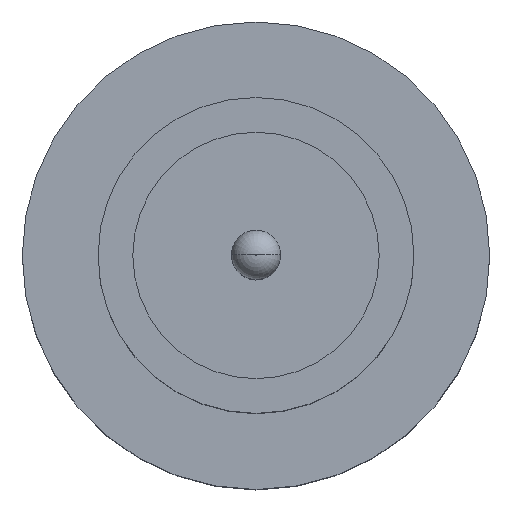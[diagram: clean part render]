
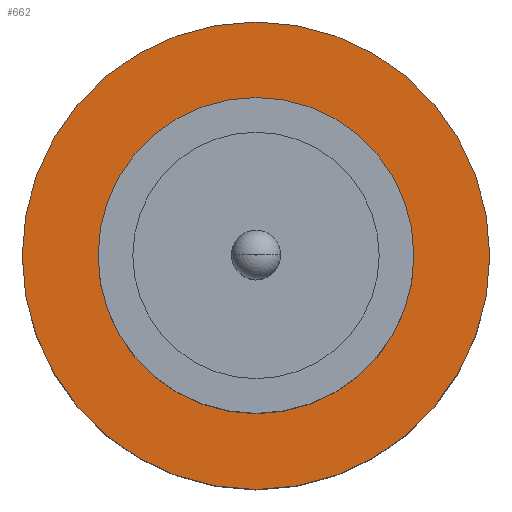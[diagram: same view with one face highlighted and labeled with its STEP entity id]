
A CAD part, top view. The second image highlights one B-rep face of the part: STEP entity #662.
In plain terms, the highlighted planar face has unit normal (0, 0, 1).
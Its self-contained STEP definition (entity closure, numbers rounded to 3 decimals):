
#14 = CARTESIAN_POINT ( 'NONE',  ( 0., 0., 1.55 ) ) ;
#20 = VERTEX_POINT ( 'NONE', #240 ) ;
#22 = EDGE_CURVE ( 'NONE', #20, #199, #390, .T. ) ;
#38 = CARTESIAN_POINT ( 'NONE',  ( 0., 0., 1.55 ) ) ;
#46 = CARTESIAN_POINT ( 'NONE',  ( 0., 0., 1.55 ) ) ;
#51 = DIRECTION ( 'NONE',  ( 0., 0., 1. ) ) ;
#88 = AXIS2_PLACEMENT_3D ( 'NONE', #46, #51, #726 ) ;
#103 = CARTESIAN_POINT ( 'NONE',  ( -1.25, 0., 1.55 ) ) ;
#114 = CARTESIAN_POINT ( 'NONE',  ( 0., 0., 1.55 ) ) ;
#157 = CIRCLE ( 'NONE', #358, 1.25 ) ;
#158 = ORIENTED_EDGE ( 'NONE', *, *, #687, .F. ) ;
#163 = PLANE ( 'NONE',  #88 ) ;
#170 = DIRECTION ( 'NONE',  ( 0., 0., 1. ) ) ;
#196 = AXIS2_PLACEMENT_3D ( 'NONE', #14, #493, #559 ) ;
#199 = VERTEX_POINT ( 'NONE', #103 ) ;
#215 = DIRECTION ( 'NONE',  ( 1., 0., 0. ) ) ;
#240 = CARTESIAN_POINT ( 'NONE',  ( 1.25, 0., 1.55 ) ) ;
#266 = DIRECTION ( 'NONE',  ( 0., 0., 1. ) ) ;
#270 = CIRCLE ( 'NONE', #339, 1.85 ) ;
#274 = EDGE_CURVE ( 'NONE', #752, #686, #487, .T. ) ;
#279 = FACE_BOUND ( 'NONE', #564, .T. ) ;
#339 = AXIS2_PLACEMENT_3D ( 'NONE', #498, #266, #700 ) ;
#358 = AXIS2_PLACEMENT_3D ( 'NONE', #114, #170, #612 ) ;
#390 = CIRCLE ( 'NONE', #196, 1.25 ) ;
#436 = EDGE_LOOP ( 'NONE', ( #535, #496 ) ) ;
#443 = CARTESIAN_POINT ( 'NONE',  ( 1.85, 0., 1.55 ) ) ;
#467 = AXIS2_PLACEMENT_3D ( 'NONE', #38, #595, #215 ) ;
#479 = ORIENTED_EDGE ( 'NONE', *, *, #22, .F. ) ;
#487 = CIRCLE ( 'NONE', #467, 1.85 ) ;
#493 = DIRECTION ( 'NONE',  ( 0., 0., 1. ) ) ;
#496 = ORIENTED_EDGE ( 'NONE', *, *, #274, .T. ) ;
#498 = CARTESIAN_POINT ( 'NONE',  ( 0., 0., 1.55 ) ) ;
#505 = EDGE_CURVE ( 'NONE', #686, #752, #270, .T. ) ;
#509 = FACE_OUTER_BOUND ( 'NONE', #436, .T. ) ;
#535 = ORIENTED_EDGE ( 'NONE', *, *, #505, .T. ) ;
#559 = DIRECTION ( 'NONE',  ( 1., 0., 0. ) ) ;
#564 = EDGE_LOOP ( 'NONE', ( #479, #158 ) ) ;
#595 = DIRECTION ( 'NONE',  ( 0., 0., 1. ) ) ;
#612 = DIRECTION ( 'NONE',  ( 1., 0., 0. ) ) ;
#662 = ADVANCED_FACE ( 'NONE', ( #279, #509 ), #163, .T. ) ;
#686 = VERTEX_POINT ( 'NONE', #734 ) ;
#687 = EDGE_CURVE ( 'NONE', #199, #20, #157, .T. ) ;
#700 = DIRECTION ( 'NONE',  ( 1., 0., 0. ) ) ;
#726 = DIRECTION ( 'NONE',  ( 1., 0., 0. ) ) ;
#734 = CARTESIAN_POINT ( 'NONE',  ( -1.85, 0., 1.55 ) ) ;
#752 = VERTEX_POINT ( 'NONE', #443 ) ;
